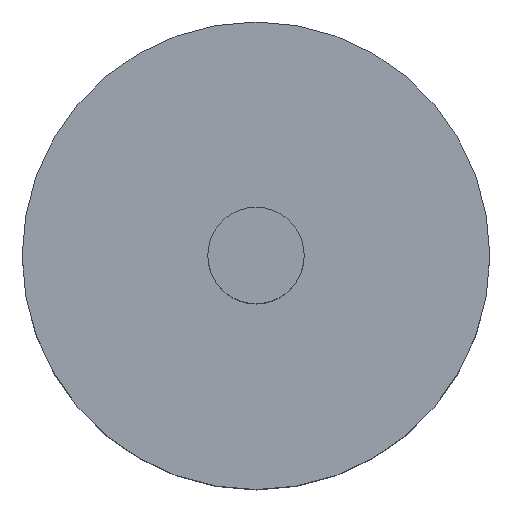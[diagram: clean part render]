
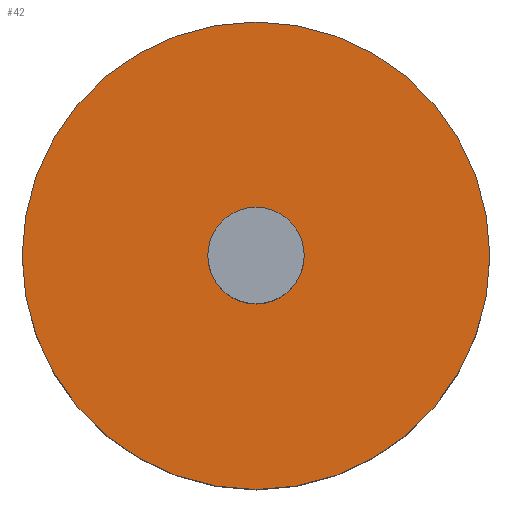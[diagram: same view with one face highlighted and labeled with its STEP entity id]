
A CAD part, top view. The second image highlights one B-rep face of the part: STEP entity #42.
In plain terms, the highlighted planar face has unit normal (0, 0, 1).
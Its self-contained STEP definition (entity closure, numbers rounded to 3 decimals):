
#36=PLANE('',#116);
#42=ADVANCED_FACE('',(#74,#75),#36,.T.);
#49=EDGE_LOOP('',(#57));
#50=EDGE_LOOP('',(#58));
#57=ORIENTED_EDGE('',*,*,#64,.F.);
#58=ORIENTED_EDGE('',*,*,#63,.T.);
#63=EDGE_CURVE('',#81,#81,#67,.T.);
#64=EDGE_CURVE('',#82,#82,#68,.T.);
#67=CIRCLE('',#113,15.5);
#68=CIRCLE('',#115,3.2);
#74=FACE_BOUND('',#49,.T.);
#75=FACE_BOUND('',#50,.T.);
#81=VERTEX_POINT('',#168);
#82=VERTEX_POINT('',#171);
#113=AXIS2_PLACEMENT_3D('',#167,#132,#133);
#115=AXIS2_PLACEMENT_3D('',#170,#136,#137);
#116=AXIS2_PLACEMENT_3D('',#172,#138,#139);
#132=DIRECTION('',(0.,0.,1.));
#133=DIRECTION('',(0.,-1.,0.));
#136=DIRECTION('',(0.,0.,1.));
#137=DIRECTION('',(-1.,0.,0.));
#138=DIRECTION('',(0.,0.,1.));
#139=DIRECTION('',(0.,-1.,0.));
#167=CARTESIAN_POINT('',(0.,0.,0.));
#168=CARTESIAN_POINT('',(0.,-15.5,0.));
#170=CARTESIAN_POINT('',(0.,0.,0.));
#171=CARTESIAN_POINT('',(-3.2,0.,0.));
#172=CARTESIAN_POINT('',(3.2,0.,0.));
